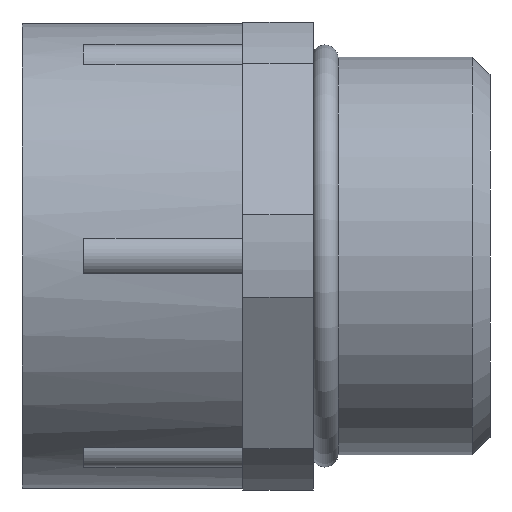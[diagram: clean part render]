
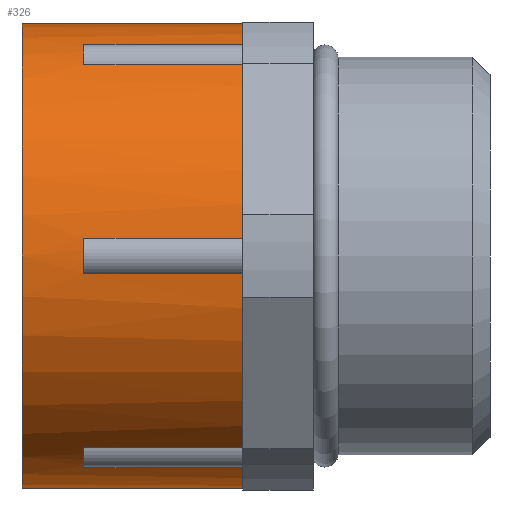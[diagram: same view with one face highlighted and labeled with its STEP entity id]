
A CAD part, left-side view. The second image highlights one B-rep face of the part: STEP entity #326.
In plain terms, the highlighted cylindrical face has radius 13.15 mm (diameter 26.3 mm), a partial arc.
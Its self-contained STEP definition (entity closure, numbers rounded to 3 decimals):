
#64 = EDGE_LOOP ( 'NONE', ( #117, #116, #115, #113, #114, #111, #112, #109, #110, #108, #107, #105, #106, #104, #247, #103 ) ) ;
#103 = ORIENTED_EDGE ( 'NONE', *, *, #371, .F. ) ;
#104 = ORIENTED_EDGE ( 'NONE', *, *, #397, .T. ) ;
#105 = ORIENTED_EDGE ( 'NONE', *, *, #407, .F. ) ;
#106 = ORIENTED_EDGE ( 'NONE', *, *, #408, .T. ) ;
#107 = ORIENTED_EDGE ( 'NONE', *, *, #406, .F. ) ;
#108 = ORIENTED_EDGE ( 'NONE', *, *, #399, .T. ) ;
#109 = ORIENTED_EDGE ( 'NONE', *, *, #404, .F. ) ;
#110 = ORIENTED_EDGE ( 'NONE', *, *, #405, .T. ) ;
#111 = ORIENTED_EDGE ( 'NONE', *, *, #391, .T. ) ;
#112 = ORIENTED_EDGE ( 'NONE', *, *, #403, .F. ) ;
#113 = ORIENTED_EDGE ( 'NONE', *, *, #402, .F. ) ;
#114 = ORIENTED_EDGE ( 'NONE', *, *, #709, .T. ) ;
#115 = ORIENTED_EDGE ( 'NONE', *, *, #401, .F. ) ;
#116 = ORIENTED_EDGE ( 'NONE', *, *, #393, .T. ) ;
#117 = ORIENTED_EDGE ( 'NONE', *, *, #740, .F. ) ;
#149 = VERTEX_POINT ( 'NONE', #1058 ) ;
#151 = VERTEX_POINT ( 'NONE', #1060 ) ;
#165 = VERTEX_POINT ( 'NONE', #1074 ) ;
#166 = VERTEX_POINT ( 'NONE', #1075 ) ;
#167 = VERTEX_POINT ( 'NONE', #1076 ) ;
#168 = VERTEX_POINT ( 'NONE', #1077 ) ;
#189 = VERTEX_POINT ( 'NONE', #1098 ) ;
#190 = VERTEX_POINT ( 'NONE', #1099 ) ;
#192 = VERTEX_POINT ( 'NONE', #1101 ) ;
#197 = VERTEX_POINT ( 'NONE', #1106 ) ;
#198 = VERTEX_POINT ( 'NONE', #1107 ) ;
#199 = VERTEX_POINT ( 'NONE', #1108 ) ;
#200 = VERTEX_POINT ( 'NONE', #1109 ) ;
#201 = VERTEX_POINT ( 'NONE', #1110 ) ;
#202 = VERTEX_POINT ( 'NONE', #1111 ) ;
#203 = VERTEX_POINT ( 'NONE', #1112 ) ;
#247 = ORIENTED_EDGE ( 'NONE', *, *, #745, .T. ) ;
#326 = ADVANCED_FACE ( 'NONE', ( #1255 ), #1252, .T. ) ;
#371 = EDGE_CURVE ( 'NONE', #166, #167, #790, .T. ) ;
#391 = EDGE_CURVE ( 'NONE', #151, #192, #751, .T. ) ;
#393 = EDGE_CURVE ( 'NONE', #165, #190, #818, .T. ) ;
#397 = EDGE_CURVE ( 'NONE', #189, #168, #812, .T. ) ;
#399 = EDGE_CURVE ( 'NONE', #198, #197, #807, .T. ) ;
#401 = EDGE_CURVE ( 'NONE', #199, #190, #621, .T. ) ;
#402 = EDGE_CURVE ( 'NONE', #149, #199, #805, .T. ) ;
#403 = EDGE_CURVE ( 'NONE', #200, #192, #627, .T. ) ;
#404 = EDGE_CURVE ( 'NONE', #201, #200, #804, .T. ) ;
#405 = EDGE_CURVE ( 'NONE', #201, #198, #633, .T. ) ;
#406 = EDGE_CURVE ( 'NONE', #202, #197, #636, .T. ) ;
#407 = EDGE_CURVE ( 'NONE', #203, #202, #802, .T. ) ;
#408 = EDGE_CURVE ( 'NONE', #203, #189, #642, .T. ) ;
#426 = CARTESIAN_POINT ( 'NONE',  ( 0., 25.055, 0. ) ) ;
#427 = DIRECTION ( 'NONE',  ( 0., 1., 0. ) ) ;
#428 = DIRECTION ( 'NONE',  ( 0., 0., 1. ) ) ;
#522 = CARTESIAN_POINT ( 'NONE',  ( 0., 0., 0. ) ) ;
#523 = DIRECTION ( 'NONE',  ( 0., 1., 0. ) ) ;
#524 = DIRECTION ( 'NONE',  ( 0., 0., 1. ) ) ;
#587 = CARTESIAN_POINT ( 'NONE',  ( 0., -12.5, 0. ) ) ;
#591 = DIRECTION ( 'NONE',  ( 0., 1., 0. ) ) ;
#592 = DIRECTION ( 'NONE',  ( 0., 0., 1. ) ) ;
#596 = CARTESIAN_POINT ( 'NONE',  ( 0., -12.5, 0. ) ) ;
#597 = DIRECTION ( 'NONE',  ( 0., 1., 0. ) ) ;
#598 = DIRECTION ( 'NONE',  ( 0., 0., 1. ) ) ;
#608 = CARTESIAN_POINT ( 'NONE',  ( 0., -12.5, 0. ) ) ;
#609 = DIRECTION ( 'NONE',  ( 0., 1., 0. ) ) ;
#610 = DIRECTION ( 'NONE',  ( 0., 0., 1. ) ) ;
#614 = CARTESIAN_POINT ( 'NONE',  ( 0., -12.5, 0. ) ) ;
#615 = DIRECTION ( 'NONE',  ( 0., 1., 0. ) ) ;
#616 = DIRECTION ( 'NONE',  ( 0., 0., 1. ) ) ;
#620 = CARTESIAN_POINT ( 'NONE',  ( 0., -3.5, 0. ) ) ;
#621 = LINE ( 'NONE', #622, #1347 ) ;
#622 = CARTESIAN_POINT ( 'NONE',  ( -5.69, -3.5, -11.855 ) ) ;
#623 = DIRECTION ( 'NONE',  ( 0., -1., 0. ) ) ;
#624 = DIRECTION ( 'NONE',  ( 0., -1., 0. ) ) ;
#625 = DIRECTION ( 'NONE',  ( -0.866, 0., 0.5 ) ) ;
#626 = CARTESIAN_POINT ( 'NONE',  ( 0., -3.5, 0. ) ) ;
#627 = LINE ( 'NONE', #628, #1349 ) ;
#628 = CARTESIAN_POINT ( 'NONE',  ( -13.112, -3.5, -1. ) ) ;
#629 = DIRECTION ( 'NONE',  ( 0., -1., 0. ) ) ;
#630 = DIRECTION ( 'NONE',  ( 0., -1., 0. ) ) ;
#631 = DIRECTION ( 'NONE',  ( 0., 0., 1. ) ) ;
#632 = CARTESIAN_POINT ( 'NONE',  ( 0., -3.5, 0. ) ) ;
#633 = LINE ( 'NONE', #634, #1350 ) ;
#634 = CARTESIAN_POINT ( 'NONE',  ( -13.112, -3.5, 1. ) ) ;
#635 = DIRECTION ( 'NONE',  ( 0., -1., 0. ) ) ;
#636 = LINE ( 'NONE', #637, #1352 ) ;
#637 = CARTESIAN_POINT ( 'NONE',  ( -7.422, -3.5, 10.855 ) ) ;
#638 = DIRECTION ( 'NONE',  ( 0., -1., 0. ) ) ;
#639 = DIRECTION ( 'NONE',  ( 0., -1., 0. ) ) ;
#640 = DIRECTION ( 'NONE',  ( 0.866, 0., 0.5 ) ) ;
#642 = LINE ( 'NONE', #643, #1354 ) ;
#643 = CARTESIAN_POINT ( 'NONE',  ( -5.69, -3.5, 11.855 ) ) ;
#644 = DIRECTION ( 'NONE',  ( 0., -1., 0. ) ) ;
#662 = LINE ( 'NONE', #663, #1363 ) ;
#663 = CARTESIAN_POINT ( 'NONE',  ( -7.422, -3.5, -10.855 ) ) ;
#664 = DIRECTION ( 'NONE',  ( 0., -1., 0. ) ) ;
#698 = LINE ( 'NONE', #699, #1375 ) ;
#699 = CARTESIAN_POINT ( 'NONE',  ( 0., 25.055, -13.15 ) ) ;
#700 = DIRECTION ( 'NONE',  ( 0., 1., 0. ) ) ;
#709 = EDGE_CURVE ( 'NONE', #149, #151, #662, .T. ) ;
#740 = EDGE_CURVE ( 'NONE', #165, #166, #698, .T. ) ;
#745 = EDGE_CURVE ( 'NONE', #168, #167, #825, .T. ) ;
#751 = CIRCLE ( 'NONE', #1329, 13.15 ) ;
#790 = CIRCLE ( 'NONE', #1295, 13.15 ) ;
#802 = CIRCLE ( 'NONE', #1335, 13.15 ) ;
#804 = CIRCLE ( 'NONE', #1333, 13.15 ) ;
#805 = CIRCLE ( 'NONE', #1345, 13.15 ) ;
#807 = CIRCLE ( 'NONE', #1344, 13.15 ) ;
#812 = CIRCLE ( 'NONE', #1342, 13.15 ) ;
#818 = CIRCLE ( 'NONE', #1338, 13.15 ) ;
#825 = LINE ( 'NONE', #826, #1378 ) ;
#826 = CARTESIAN_POINT ( 'NONE',  ( 0., 25.055, 13.15 ) ) ;
#827 = DIRECTION ( 'NONE',  ( 0., 1., 0. ) ) ;
#1058 = CARTESIAN_POINT ( 'NONE',  ( -7.422, -3.5, -10.855 ) ) ;
#1060 = CARTESIAN_POINT ( 'NONE',  ( -7.422, -12.5, -10.855 ) ) ;
#1074 = CARTESIAN_POINT ( 'NONE',  ( 0., -12.5, -13.15 ) ) ;
#1075 = CARTESIAN_POINT ( 'NONE',  ( 0., 0., -13.15 ) ) ;
#1076 = CARTESIAN_POINT ( 'NONE',  ( 0., 0., 13.15 ) ) ;
#1077 = CARTESIAN_POINT ( 'NONE',  ( 0., -12.5, 13.15 ) ) ;
#1098 = CARTESIAN_POINT ( 'NONE',  ( -5.69, -12.5, 11.855 ) ) ;
#1099 = CARTESIAN_POINT ( 'NONE',  ( -5.69, -12.5, -11.855 ) ) ;
#1101 = CARTESIAN_POINT ( 'NONE',  ( -13.112, -12.5, -1. ) ) ;
#1106 = CARTESIAN_POINT ( 'NONE',  ( -7.422, -12.5, 10.855 ) ) ;
#1107 = CARTESIAN_POINT ( 'NONE',  ( -13.112, -12.5, 1. ) ) ;
#1108 = CARTESIAN_POINT ( 'NONE',  ( -5.69, -3.5, -11.855 ) ) ;
#1109 = CARTESIAN_POINT ( 'NONE',  ( -13.112, -3.5, -1. ) ) ;
#1110 = CARTESIAN_POINT ( 'NONE',  ( -13.112, -3.5, 1. ) ) ;
#1111 = CARTESIAN_POINT ( 'NONE',  ( -7.422, -3.5, 10.855 ) ) ;
#1112 = CARTESIAN_POINT ( 'NONE',  ( -5.69, -3.5, 11.855 ) ) ;
#1252 = CYLINDRICAL_SURFACE ( 'NONE', #1254, 13.15 ) ;
#1254 = AXIS2_PLACEMENT_3D ( 'NONE', #426, #427, #428 ) ;
#1255 = FACE_OUTER_BOUND ( 'NONE', #64, .T. ) ;
#1295 = AXIS2_PLACEMENT_3D ( 'NONE', #522, #523, #524 ) ;
#1329 = AXIS2_PLACEMENT_3D ( 'NONE', #587, #591, #592 ) ;
#1333 = AXIS2_PLACEMENT_3D ( 'NONE', #626, #630, #631 ) ;
#1335 = AXIS2_PLACEMENT_3D ( 'NONE', #632, #639, #640 ) ;
#1338 = AXIS2_PLACEMENT_3D ( 'NONE', #596, #597, #598 ) ;
#1342 = AXIS2_PLACEMENT_3D ( 'NONE', #608, #609, #610 ) ;
#1344 = AXIS2_PLACEMENT_3D ( 'NONE', #614, #615, #616 ) ;
#1345 = AXIS2_PLACEMENT_3D ( 'NONE', #620, #624, #625 ) ;
#1347 = VECTOR ( 'NONE', #623, 1000. ) ;
#1349 = VECTOR ( 'NONE', #629, 1000. ) ;
#1350 = VECTOR ( 'NONE', #635, 1000. ) ;
#1352 = VECTOR ( 'NONE', #638, 1000. ) ;
#1354 = VECTOR ( 'NONE', #644, 1000. ) ;
#1363 = VECTOR ( 'NONE', #664, 1000. ) ;
#1375 = VECTOR ( 'NONE', #700, 1000. ) ;
#1378 = VECTOR ( 'NONE', #827, 1000. ) ;
